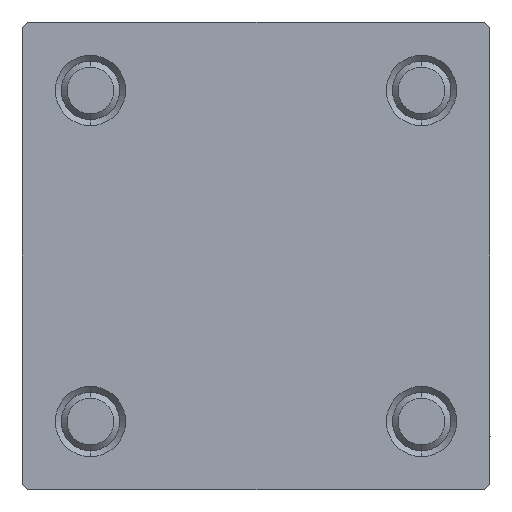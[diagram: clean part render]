
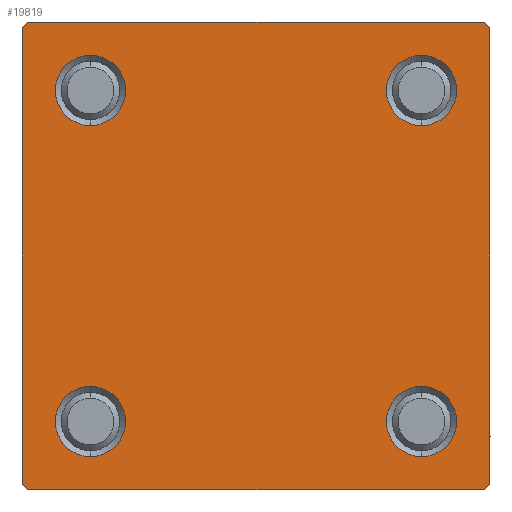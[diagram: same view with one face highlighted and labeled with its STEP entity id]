
A CAD part, left-side view. The second image highlights one B-rep face of the part: STEP entity #19819.
In plain terms, the highlighted planar face has unit normal (-1, 0, 0).
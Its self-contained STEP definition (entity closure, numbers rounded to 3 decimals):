
#72 = CARTESIAN_POINT ( 'NONE',  ( 0., -14.15, -14.15 ) ) ;
#271 = AXIS2_PLACEMENT_3D ( 'NONE', #24112, #35236, #16540 ) ;
#619 = CARTESIAN_POINT ( 'NONE',  ( 0., 14.15, 11.15 ) ) ;
#1131 = AXIS2_PLACEMENT_3D ( 'NONE', #47116, #8473, #16538 ) ;
#1484 = ORIENTED_EDGE ( 'NONE', *, *, #23928, .T. ) ;
#1868 = CIRCLE ( 'NONE', #271, 3. ) ;
#2075 = DIRECTION ( 'NONE',  ( 0., 0., 1. ) ) ;
#2648 = CARTESIAN_POINT ( 'NONE',  ( 0., 20., 20. ) ) ;
#2979 = DIRECTION ( 'NONE',  ( 0., 0., -1. ) ) ;
#3419 = DIRECTION ( 'NONE',  ( 0., 0., 1. ) ) ;
#3666 = LINE ( 'NONE', #2648, #35933 ) ;
#3756 = FACE_BOUND ( 'NONE', #7661, .T. ) ;
#3971 = ORIENTED_EDGE ( 'NONE', *, *, #34046, .T. ) ;
#4126 = DIRECTION ( 'NONE',  ( 0., 0., 1. ) ) ;
#4505 = CARTESIAN_POINT ( 'NONE',  ( 0., 0., 0. ) ) ;
#4763 = CARTESIAN_POINT ( 'NONE',  ( 0., -14.15, -17.15 ) ) ;
#5270 = CARTESIAN_POINT ( 'NONE',  ( 0., 14.15, 14.15 ) ) ;
#6646 = DIRECTION ( 'NONE',  ( 1., 0., 0. ) ) ;
#7539 = FACE_BOUND ( 'NONE', #17183, .T. ) ;
#7646 = ORIENTED_EDGE ( 'NONE', *, *, #45482, .T. ) ;
#7661 = EDGE_LOOP ( 'NONE', ( #37656, #11971 ) ) ;
#8039 = FACE_OUTER_BOUND ( 'NONE', #13355, .T. ) ;
#8153 = CARTESIAN_POINT ( 'NONE',  ( 0., 14.15, 17.15 ) ) ;
#8207 = CARTESIAN_POINT ( 'NONE',  ( 0., 20., 20. ) ) ;
#8308 = CIRCLE ( 'NONE', #36510, 3. ) ;
#8473 = DIRECTION ( 'NONE',  ( 1., 0., 0. ) ) ;
#8544 = LINE ( 'NONE', #31519, #33957 ) ;
#8868 = ORIENTED_EDGE ( 'NONE', *, *, #14683, .T. ) ;
#9560 = VERTEX_POINT ( 'NONE', #46446 ) ;
#9700 = EDGE_CURVE ( 'NONE', #39018, #33235, #8544, .T. ) ;
#9811 = AXIS2_PLACEMENT_3D ( 'NONE', #18424, #11129, #41671 ) ;
#9860 = CARTESIAN_POINT ( 'NONE',  ( 0., 14.15, -11.15 ) ) ;
#10502 = DIRECTION ( 'NONE',  ( 1., 0., 0. ) ) ;
#10647 = VERTEX_POINT ( 'NONE', #24501 ) ;
#10739 = DIRECTION ( 'NONE',  ( 0., -1., 0. ) ) ;
#10761 = VERTEX_POINT ( 'NONE', #33298 ) ;
#10957 = EDGE_CURVE ( 'NONE', #33235, #49712, #39679, .T. ) ;
#11129 = DIRECTION ( 'NONE',  ( 1., 0., 0. ) ) ;
#11163 = EDGE_CURVE ( 'NONE', #30704, #28165, #23512, .T. ) ;
#11639 = CIRCLE ( 'NONE', #1131, 3. ) ;
#11696 = DIRECTION ( 'NONE',  ( 0., 0., 1. ) ) ;
#11971 = ORIENTED_EDGE ( 'NONE', *, *, #11163, .T. ) ;
#12095 = DIRECTION ( 'NONE',  ( 0., -0.707, -0.707 ) ) ;
#12429 = ORIENTED_EDGE ( 'NONE', *, *, #39581, .T. ) ;
#12861 = DIRECTION ( 'NONE',  ( 0., 0., 1. ) ) ;
#13102 = DIRECTION ( 'NONE',  ( 1., 0., 0. ) ) ;
#13187 = ORIENTED_EDGE ( 'NONE', *, *, #15269, .T. ) ;
#13268 = DIRECTION ( 'NONE',  ( 0., 0.707, 0.707 ) ) ;
#13349 = VECTOR ( 'NONE', #45845, 1000. ) ;
#13355 = EDGE_LOOP ( 'NONE', ( #1484, #47076, #43749, #35036, #13582, #13187, #37259, #3971 ) ) ;
#13582 = ORIENTED_EDGE ( 'NONE', *, *, #45733, .F. ) ;
#14502 = CARTESIAN_POINT ( 'NONE',  ( 0., 19.5, -20. ) ) ;
#14683 = EDGE_CURVE ( 'NONE', #17436, #33723, #8308, .T. ) ;
#14892 = VERTEX_POINT ( 'NONE', #4763 ) ;
#15269 = EDGE_CURVE ( 'NONE', #9560, #47415, #44066, .T. ) ;
#15546 = AXIS2_PLACEMENT_3D ( 'NONE', #17999, #6646, #4126 ) ;
#15619 = PLANE ( 'NONE',  #21260 ) ;
#16396 = VERTEX_POINT ( 'NONE', #34251 ) ;
#16538 = DIRECTION ( 'NONE',  ( 0., 0., 1. ) ) ;
#16540 = DIRECTION ( 'NONE',  ( 0., 0., 1. ) ) ;
#16556 = CARTESIAN_POINT ( 'NONE',  ( 0., -14.15, 11.15 ) ) ;
#16760 = AXIS2_PLACEMENT_3D ( 'NONE', #45084, #10502, #3419 ) ;
#17144 = CARTESIAN_POINT ( 'NONE',  ( 0., -19.5, -20. ) ) ;
#17183 = EDGE_LOOP ( 'NONE', ( #35027, #49899 ) ) ;
#17436 = VERTEX_POINT ( 'NONE', #16556 ) ;
#17999 = CARTESIAN_POINT ( 'NONE',  ( 0., 14.15, 14.15 ) ) ;
#18190 = AXIS2_PLACEMENT_3D ( 'NONE', #72, #34406, #11696 ) ;
#18424 = CARTESIAN_POINT ( 'NONE',  ( 0., 14.15, -14.15 ) ) ;
#18622 = LINE ( 'NONE', #18875, #35923 ) ;
#18695 = VERTEX_POINT ( 'NONE', #35938 ) ;
#18875 = CARTESIAN_POINT ( 'NONE',  ( 0., -20., 20. ) ) ;
#19786 = CIRCLE ( 'NONE', #18190, 3. ) ;
#19819 = ADVANCED_FACE ( 'NONE', ( #27231, #34305, #3756, #7539, #8039 ), #15619, .T. ) ;
#19900 = DIRECTION ( 'NONE',  ( 0., 0., 1. ) ) ;
#20224 = EDGE_CURVE ( 'NONE', #28165, #30704, #11639, .T. ) ;
#20334 = CARTESIAN_POINT ( 'NONE',  ( 0., 19.75, 19.75 ) ) ;
#20795 = CIRCLE ( 'NONE', #16760, 3. ) ;
#21260 = AXIS2_PLACEMENT_3D ( 'NONE', #4505, #34799, #19900 ) ;
#21544 = CARTESIAN_POINT ( 'NONE',  ( 0., 14.15, -17.15 ) ) ;
#22505 = EDGE_CURVE ( 'NONE', #28956, #35335, #42338, .T. ) ;
#23512 = CIRCLE ( 'NONE', #9811, 3. ) ;
#23928 = EDGE_CURVE ( 'NONE', #10647, #39018, #30180, .T. ) ;
#24112 = CARTESIAN_POINT ( 'NONE',  ( 0., -14.15, 14.15 ) ) ;
#24279 = DIRECTION ( 'NONE',  ( 0., -1., 0. ) ) ;
#24501 = CARTESIAN_POINT ( 'NONE',  ( 0., 20., 19.5 ) ) ;
#24549 = VECTOR ( 'NONE', #44167, 1000. ) ;
#24811 = EDGE_LOOP ( 'NONE', ( #7646, #43016 ) ) ;
#24999 = EDGE_CURVE ( 'NONE', #18695, #47415, #3666, .T. ) ;
#25354 = CARTESIAN_POINT ( 'NONE',  ( 0., -19.75, 19.75 ) ) ;
#27231 = FACE_BOUND ( 'NONE', #33277, .T. ) ;
#28165 = VERTEX_POINT ( 'NONE', #9860 ) ;
#28378 = VECTOR ( 'NONE', #24279, 1000. ) ;
#28763 = CARTESIAN_POINT ( 'NONE',  ( 0., -19.75, -19.75 ) ) ;
#28800 = CARTESIAN_POINT ( 'NONE',  ( 0., 20., -20. ) ) ;
#28956 = VERTEX_POINT ( 'NONE', #8153 ) ;
#30180 = LINE ( 'NONE', #8207, #13349 ) ;
#30497 = EDGE_CURVE ( 'NONE', #14892, #16396, #20795, .T. ) ;
#30704 = VERTEX_POINT ( 'NONE', #21544 ) ;
#31519 = CARTESIAN_POINT ( 'NONE',  ( 0., 19.75, -19.75 ) ) ;
#31705 = DIRECTION ( 'NONE',  ( 0., 0.707, -0.707 ) ) ;
#31770 = CARTESIAN_POINT ( 'NONE',  ( 0., -14.15, 17.15 ) ) ;
#33235 = VERTEX_POINT ( 'NONE', #14502 ) ;
#33277 = EDGE_LOOP ( 'NONE', ( #12429, #8868 ) ) ;
#33298 = CARTESIAN_POINT ( 'NONE',  ( 0., -20., -19.5 ) ) ;
#33723 = VERTEX_POINT ( 'NONE', #31770 ) ;
#33957 = VECTOR ( 'NONE', #12095, 1000. ) ;
#34046 = EDGE_CURVE ( 'NONE', #18695, #10647, #36229, .T. ) ;
#34139 = VECTOR ( 'NONE', #13268, 1000. ) ;
#34251 = CARTESIAN_POINT ( 'NONE',  ( 0., -14.15, -11.15 ) ) ;
#34305 = FACE_BOUND ( 'NONE', #24811, .T. ) ;
#34406 = DIRECTION ( 'NONE',  ( 1., 0., 0. ) ) ;
#34799 = DIRECTION ( 'NONE',  ( -1., 0., 0. ) ) ;
#35027 = ORIENTED_EDGE ( 'NONE', *, *, #22505, .T. ) ;
#35036 = ORIENTED_EDGE ( 'NONE', *, *, #43534, .T. ) ;
#35236 = DIRECTION ( 'NONE',  ( 1., 0., 0. ) ) ;
#35335 = VERTEX_POINT ( 'NONE', #619 ) ;
#35923 = VECTOR ( 'NONE', #2979, 1000. ) ;
#35933 = VECTOR ( 'NONE', #10739, 1000. ) ;
#35938 = CARTESIAN_POINT ( 'NONE',  ( 0., 19.5, 20. ) ) ;
#36229 = LINE ( 'NONE', #20334, #47784 ) ;
#36510 = AXIS2_PLACEMENT_3D ( 'NONE', #39715, #48052, #2075 ) ;
#37259 = ORIENTED_EDGE ( 'NONE', *, *, #24999, .F. ) ;
#37656 = ORIENTED_EDGE ( 'NONE', *, *, #20224, .T. ) ;
#38284 = AXIS2_PLACEMENT_3D ( 'NONE', #5270, #13102, #12861 ) ;
#38533 = EDGE_CURVE ( 'NONE', #35335, #28956, #47806, .T. ) ;
#39018 = VERTEX_POINT ( 'NONE', #41130 ) ;
#39581 = EDGE_CURVE ( 'NONE', #33723, #17436, #1868, .T. ) ;
#39679 = LINE ( 'NONE', #28800, #28378 ) ;
#39715 = CARTESIAN_POINT ( 'NONE',  ( 0., -14.15, 14.15 ) ) ;
#40373 = LINE ( 'NONE', #28763, #24549 ) ;
#41130 = CARTESIAN_POINT ( 'NONE',  ( 0., 20., -19.5 ) ) ;
#41671 = DIRECTION ( 'NONE',  ( 0., 0., 1. ) ) ;
#42338 = CIRCLE ( 'NONE', #38284, 3. ) ;
#43016 = ORIENTED_EDGE ( 'NONE', *, *, #30497, .T. ) ;
#43534 = EDGE_CURVE ( 'NONE', #49712, #10761, #40373, .T. ) ;
#43749 = ORIENTED_EDGE ( 'NONE', *, *, #10957, .T. ) ;
#44066 = LINE ( 'NONE', #25354, #34139 ) ;
#44167 = DIRECTION ( 'NONE',  ( 0., -0.707, 0.707 ) ) ;
#45084 = CARTESIAN_POINT ( 'NONE',  ( 0., -14.15, -14.15 ) ) ;
#45482 = EDGE_CURVE ( 'NONE', #16396, #14892, #19786, .T. ) ;
#45733 = EDGE_CURVE ( 'NONE', #9560, #10761, #18622, .T. ) ;
#45845 = DIRECTION ( 'NONE',  ( 0., 0., -1. ) ) ;
#46446 = CARTESIAN_POINT ( 'NONE',  ( 0., -20., 19.5 ) ) ;
#47076 = ORIENTED_EDGE ( 'NONE', *, *, #9700, .T. ) ;
#47116 = CARTESIAN_POINT ( 'NONE',  ( 0., 14.15, -14.15 ) ) ;
#47415 = VERTEX_POINT ( 'NONE', #49935 ) ;
#47784 = VECTOR ( 'NONE', #31705, 1000. ) ;
#47806 = CIRCLE ( 'NONE', #15546, 3. ) ;
#48052 = DIRECTION ( 'NONE',  ( 1., 0., 0. ) ) ;
#49712 = VERTEX_POINT ( 'NONE', #17144 ) ;
#49899 = ORIENTED_EDGE ( 'NONE', *, *, #38533, .T. ) ;
#49935 = CARTESIAN_POINT ( 'NONE',  ( 0., -19.5, 20. ) ) ;
